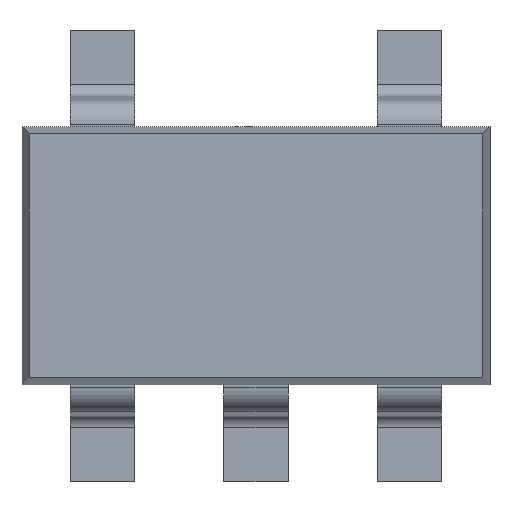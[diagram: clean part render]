
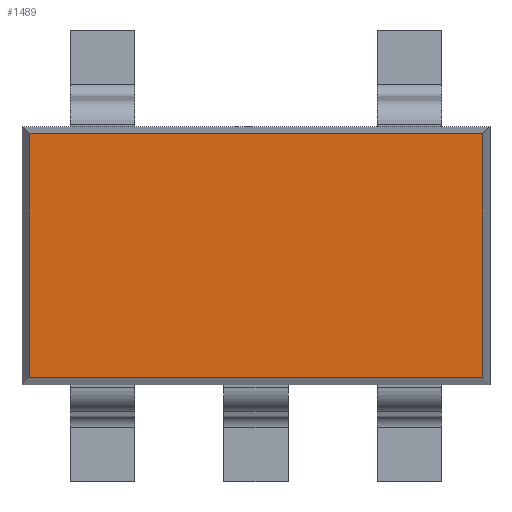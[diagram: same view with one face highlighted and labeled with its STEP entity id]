
A CAD part, top view. The second image highlights one B-rep face of the part: STEP entity #1489.
In plain terms, the highlighted planar face has unit normal (0, 0, 1).
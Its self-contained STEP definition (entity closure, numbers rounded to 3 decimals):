
#168 = LINE ( 'NONE', #1167, #922 ) ;
#174 = CARTESIAN_POINT ( 'NONE',  ( -1.406, -0.756, 1.2 ) ) ;
#229 = VECTOR ( 'NONE', #3060, 1000. ) ;
#423 = EDGE_CURVE ( 'NONE', #1311, #733, #2170, .T. ) ;
#544 = ORIENTED_EDGE ( 'NONE', *, *, #2174, .T. ) ;
#713 = AXIS2_PLACEMENT_3D ( 'NONE', #765, #1041, #2245 ) ;
#733 = VERTEX_POINT ( 'NONE', #174 ) ;
#765 = CARTESIAN_POINT ( 'NONE',  ( 0., 0., 1.2 ) ) ;
#803 = EDGE_CURVE ( 'NONE', #733, #989, #2938, .T. ) ;
#918 = DIRECTION ( 'NONE',  ( 0., -1., 0. ) ) ;
#922 = VECTOR ( 'NONE', #1477, 1000. ) ;
#924 = EDGE_CURVE ( 'NONE', #3066, #1311, #1291, .T. ) ;
#989 = VERTEX_POINT ( 'NONE', #2360 ) ;
#1002 = CARTESIAN_POINT ( 'NONE',  ( 1.406, 0.756, 1.2 ) ) ;
#1041 = DIRECTION ( 'NONE',  ( 0., 0., 1. ) ) ;
#1167 = CARTESIAN_POINT ( 'NONE',  ( 1.406, 0.8, 1.2 ) ) ;
#1218 = VECTOR ( 'NONE', #918, 1000. ) ;
#1226 = CARTESIAN_POINT ( 'NONE',  ( 1.45, -0.756, 1.2 ) ) ;
#1291 = LINE ( 'NONE', #1309, #229 ) ;
#1309 = CARTESIAN_POINT ( 'NONE',  ( -1.45, 0.756, 1.2 ) ) ;
#1311 = VERTEX_POINT ( 'NONE', #1823 ) ;
#1477 = DIRECTION ( 'NONE',  ( 0., 1., 0. ) ) ;
#1489 = ADVANCED_FACE ( 'NONE', ( #1980 ), #1674, .T. ) ;
#1674 = PLANE ( 'NONE',  #713 ) ;
#1823 = CARTESIAN_POINT ( 'NONE',  ( -1.406, 0.756, 1.2 ) ) ;
#1980 = FACE_OUTER_BOUND ( 'NONE', #3247, .T. ) ;
#2170 = LINE ( 'NONE', #3168, #1218 ) ;
#2174 = EDGE_CURVE ( 'NONE', #989, #3066, #168, .T. ) ;
#2245 = DIRECTION ( 'NONE',  ( 1., 0., 0. ) ) ;
#2360 = CARTESIAN_POINT ( 'NONE',  ( 1.406, -0.756, 1.2 ) ) ;
#2730 = DIRECTION ( 'NONE',  ( 1., 0., 0. ) ) ;
#2869 = ORIENTED_EDGE ( 'NONE', *, *, #803, .T. ) ;
#2938 = LINE ( 'NONE', #1226, #3054 ) ;
#2990 = ORIENTED_EDGE ( 'NONE', *, *, #924, .T. ) ;
#3054 = VECTOR ( 'NONE', #2730, 1000. ) ;
#3060 = DIRECTION ( 'NONE',  ( -1., 0., 0. ) ) ;
#3066 = VERTEX_POINT ( 'NONE', #1002 ) ;
#3168 = CARTESIAN_POINT ( 'NONE',  ( -1.406, -0.8, 1.2 ) ) ;
#3202 = ORIENTED_EDGE ( 'NONE', *, *, #423, .T. ) ;
#3247 = EDGE_LOOP ( 'NONE', ( #544, #2990, #3202, #2869 ) ) ;
